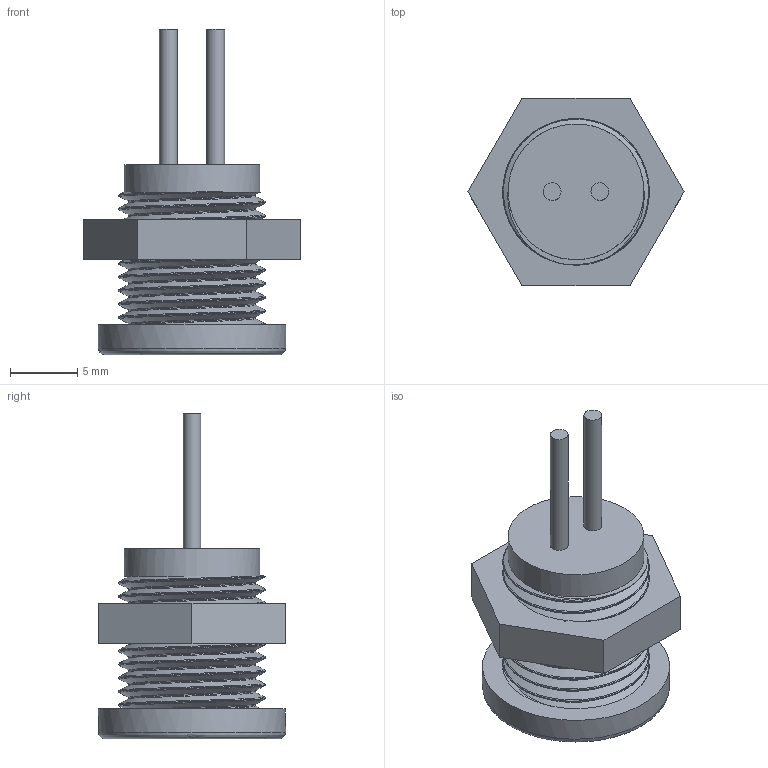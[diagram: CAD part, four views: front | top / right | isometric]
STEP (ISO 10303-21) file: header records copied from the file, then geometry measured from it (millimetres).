
FILE_DESCRIPTION(('FreeCAD Model'),'2;1');
FILE_NAME('Open CASCADE Shape Model','2025-05-05T04:14:53',('FreeCAD'),( 'FreeCAD'),'Open CASCADE STEP processor 7.6','FreeCAD','Unknown');
FILE_SCHEMA(('AUTOMOTIVE_DESIGN { 1 0 10303 214 1 1 1 1 }'));
Length unit declared in the file: millimetre
Products named in the file (1): Open CASCADE STEP translator 7.6 1
Bounding box: 16.11 x 13.95 x 24.26 mm (x, y, z)
Volume: 1524.8 mm3; surface area: 1722.7 mm2
Topology: 4 solids, 4 shells, 57 faces, 136 edges, 89 vertices
Faces by surface type: bspline 57
Entity records: 8862 total; most frequent: CARTESIAN_POINT 8019, ORIENTED_EDGE 272, EDGE_CURVE 136, B_SPLINE_CURVE_WITH_KNOTS 111, VERTEX_POINT 89, FACE_BOUND 61, EDGE_LOOP 61, ADVANCED_FACE 57
